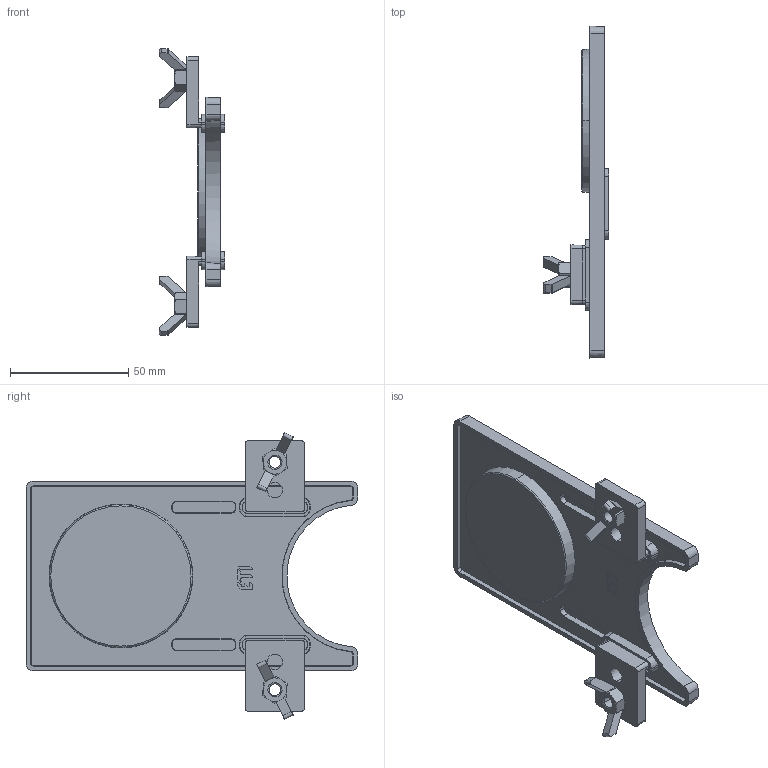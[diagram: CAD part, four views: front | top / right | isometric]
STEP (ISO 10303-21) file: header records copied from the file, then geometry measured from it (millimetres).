
FILE_DESCRIPTION((''),'2;1');
FILE_NAME('ASM8158_ASM','2021-05-27T',('marketing.praksa'),('Audax d.o.o.'),'CREO PARAMETRIC BY PTC INC, 2017480','CREO PARAMETRIC BY PTC INC, 2017480','');
FILE_SCHEMA(('AUTOMOTIVE_DESIGN { 1 0 10303 214 1 1 1 1 }'));
Length unit declared in the file: millimetre
Products named in the file (5): PODK_ADKA_FUNDAMENTU; PN-M-82144_NAKR_TKA_SZE_CI-8657; PRT8162; WL-BASE-OC; ASM8158_ASM
Assembly tree (6 placements, depth 2):
  ASM8158_ASM
    PODK_ADKA_FUNDAMENTU  x2
    PN-M-82144_NAKR_TKA_SZE_CI-8657  x2
    PRT8162
    WL-BASE-OC
Bounding box: 27.81 x 140 x 120.99 mm (x, y, z)
Volume: 38753.9 mm3; surface area: 34061.6 mm2
Topology: 8 solids, 8 shells, 451 faces, 1160 edges, 744 vertices
Faces by surface type: plane 222, cone 122, cylinder 87, bspline 16, torus 4
Entity records: 16988 total; most frequent: CARTESIAN_POINT 2312, DIRECTION 1904, ORIENTED_EDGE 1864, PRESENTATION_STYLE_ASSIGNMENT 1295, STYLED_ITEM 1295, CURVE_STYLE 932, EDGE_CURVE 932, AXIS2_PLACEMENT_3D 672
